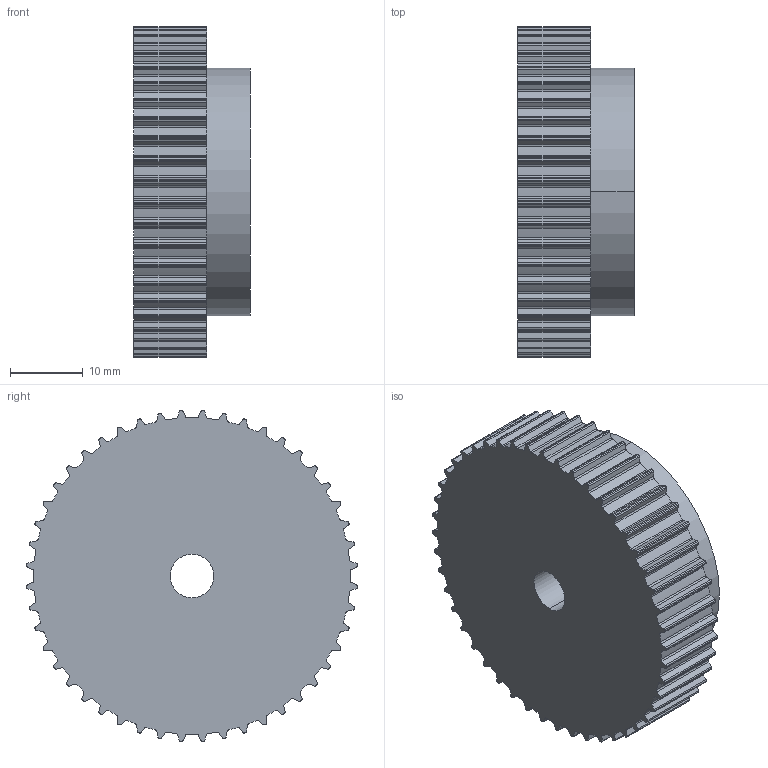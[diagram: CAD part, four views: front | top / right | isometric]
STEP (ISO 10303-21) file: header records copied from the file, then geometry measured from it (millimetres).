
FILE_DESCRIPTION(('STEP AP214'),'1');
FILE_NAME('cctmp_6B424AB7-70A7-491B-AD05-93CC965B56C2_2021_1_6_11_40_54_813..stp','2021-01-06T10:40:55',('Mulco-Europe EWIV'),('CADClick - www.CADClick.com'),'Spatial InterOp 3D',' ','unknown authorization');
FILE_SCHEMA(('AUTOMOTIVE_DESIGN'));
Length unit declared in the file: millimetre
Products named in the file (1): 2021_01_06__11-40-54-782
Bounding box: 16 x 45.35 x 45.35 mm (x, y, z)
Volume: 20223.1 mm3; surface area: 5889.2 mm2
Topology: 1 solids, 1 shells, 391 faces, 1164 edges, 776 vertices
Faces by surface type: cylinder 292, plane 99
Entity records: 16578 total; most frequent: DIRECTION 2532, CARTESIAN_POINT 2332, ORIENTED_EDGE 2328, EDGE_CURVE 1164, AXIS2_PLACEMENT_3D 976, VERTEX_POINT 776, CIRCLE 584, LINE 580
